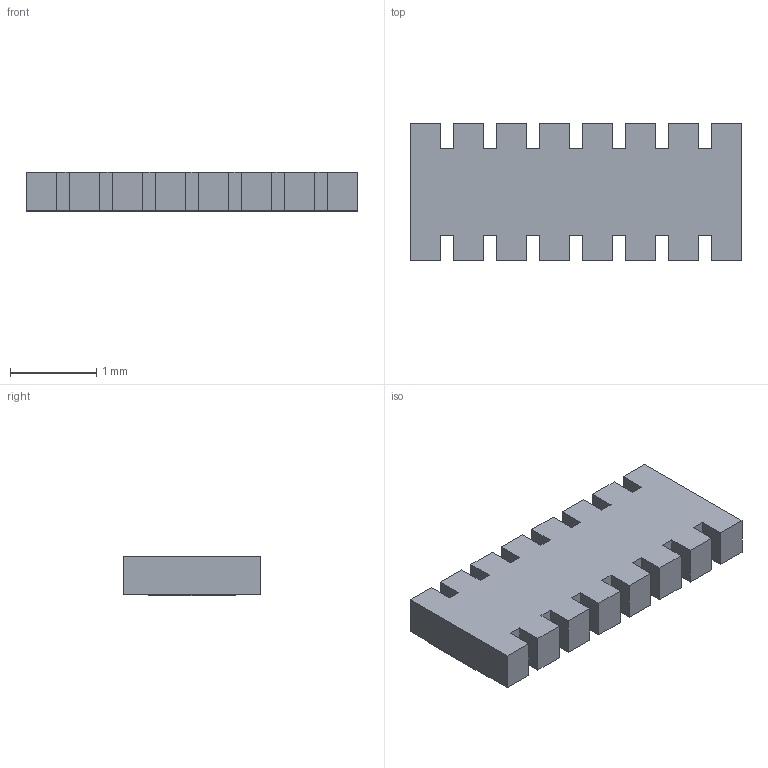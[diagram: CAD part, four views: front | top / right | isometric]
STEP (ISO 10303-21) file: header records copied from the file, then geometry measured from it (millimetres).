
FILE_DESCRIPTION( ( '' ), ' ' );
FILE_NAME( '5c5a572233c67d16a8a58972.step', '2019-02-06T03:40:19', ( '' ), ( '' ), ' ', ' ', ' ' );
FILE_SCHEMA( ( 'AUTOMOTIVE_DESIGN { 1 0 10303 214 1 1 1 1 }' ) );
Length unit declared in the file: metre
Products named in the file (3): Assem1; Part 1
Assembly tree (2 placements, depth 2):
  Assem1
    Part 1
    Part 1
Bounding box: 3.85 x 1.6 x 0.46 mm (x, y, z)
Volume: 2.5 mm3; surface area: 27.5 mm2
Topology: 2 solids, 2 shells, 68 faces, 192 edges, 128 vertices
Faces by surface type: plane 68
Entity records: 2754 total; most frequent: CARTESIAN_POINT 391, ORIENTED_EDGE 384, DIRECTION 334, EDGE_CURVE 192, LINE 192, VECTOR 192, VERTEX_POINT 128, AXIS2_PLACEMENT_3D 71
